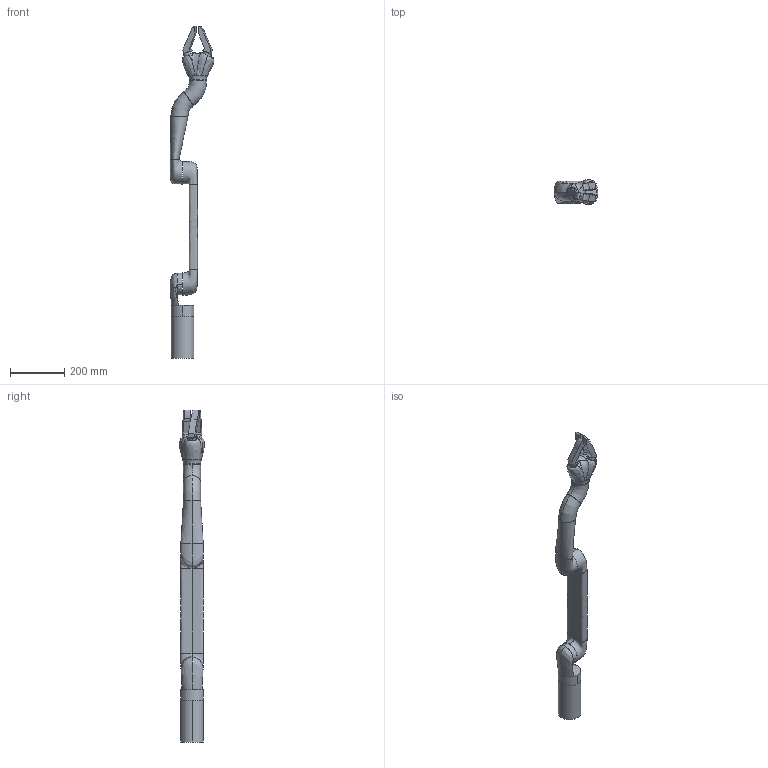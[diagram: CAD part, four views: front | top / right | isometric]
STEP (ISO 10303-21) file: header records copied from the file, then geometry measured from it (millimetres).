
FILE_DESCRIPTION (( 'STEP AP214' ), '1' );
FILE_NAME ('JACO_simplified_model.STEP', '2010-11-19T19:34:35', ( 'malegault' ), ( '' ), 'SwSTEP 2.0', 'SolidWorks 2009', '' );
FILE_SCHEMA (( 'AUTOMOTIVE_DESIGN' ));
Length unit declared in the file: millimetre
Products named in the file (7): part_05_sans_volume; part_02_sans_volume; part_07_sans_volume; part_01_sans_volume; JACO_simplified_model; part_04_sans_volume; part_03_sans_volume
Assembly tree (7 placements, depth 2):
  JACO_simplified_model
    part_05_sans_volume  x2
    part_04_sans_volume
    part_01_sans_volume
    part_07_sans_volume
    part_02_sans_volume
    part_03_sans_volume
Bounding box: 160.62 x 92.73 x 1223.71 mm (x, y, z)
Surface area: 316977.8 mm2 (no closed solid volume)
Topology: 0 solids, 25 shells, 77 faces, 307 edges, 224 vertices
Faces by surface type: bspline 42, plane 21, cylinder 14
Entity records: 17591 total; most frequent: CARTESIAN_POINT 15458, ORIENTED_EDGE 414, EDGE_CURVE 301, VERTEX_POINT 220, DIRECTION 219, B_SPLINE_CURVE_WITH_KNOTS 187, EDGE_LOOP 80, ADVANCED_FACE 75
